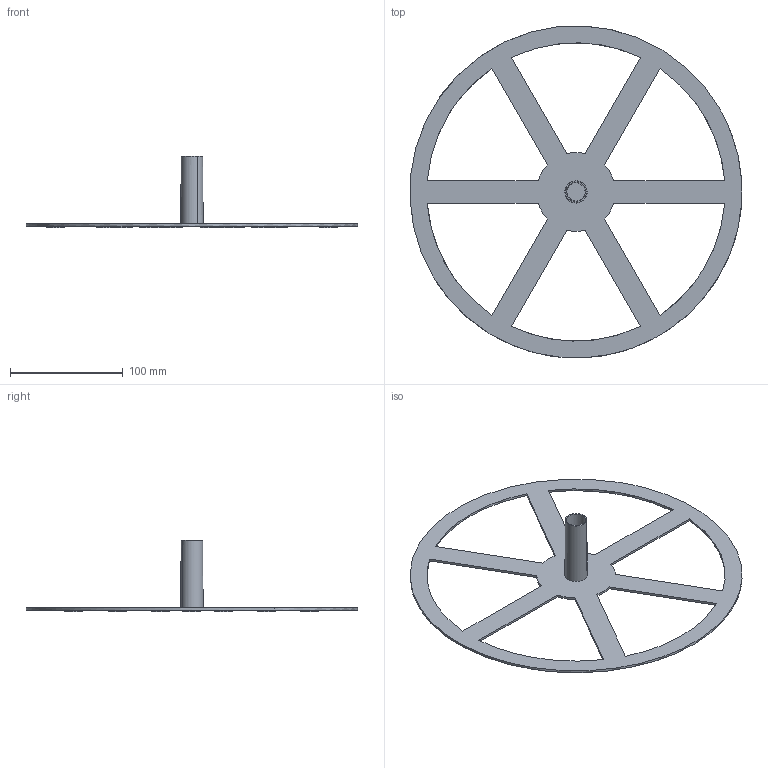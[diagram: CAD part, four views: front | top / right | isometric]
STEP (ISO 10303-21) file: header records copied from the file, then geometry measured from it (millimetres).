
FILE_DESCRIPTION(/* description */ (''),/* implementation_level */ '2;1');
FILE_NAME(/* name */ '5403124',/* time_stamp */ '2016-03-29T10:56:17+02:00',/* author */ (''),/* organization */ (''),/* preprocessor_version */ 'ST-DEVELOPER v15',/* originating_system */ '',/* authorisation */ '');
FILE_SCHEMA (('CONFIG_CONTROL_DESIGN'));
Length unit declared in the file: millimetre
Products named in the file (1): Document
Bounding box: 294.87 x 294.89 x 63.5 mm (x, y, z)
Volume: 68300.2 mm3; surface area: 71772.3 mm2
Topology: 1 solids, 1 shells, 88 faces, 198 edges, 132 vertices
Faces by surface type: bspline 54, plane 34
Entity records: 2628 total; most frequent: CARTESIAN_POINT 1380, ORIENTED_EDGE 396, EDGE_CURVE 198, VERTEX_POINT 132, EDGE_LOOP 120, ADVANCED_FACE 88, FACE_OUTER_BOUND 88, DIRECTION 38
